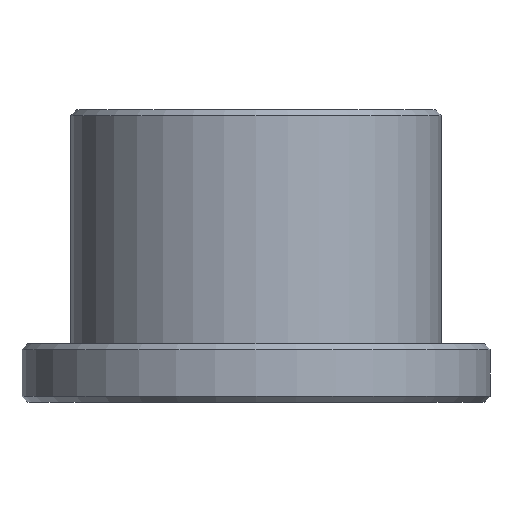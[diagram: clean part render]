
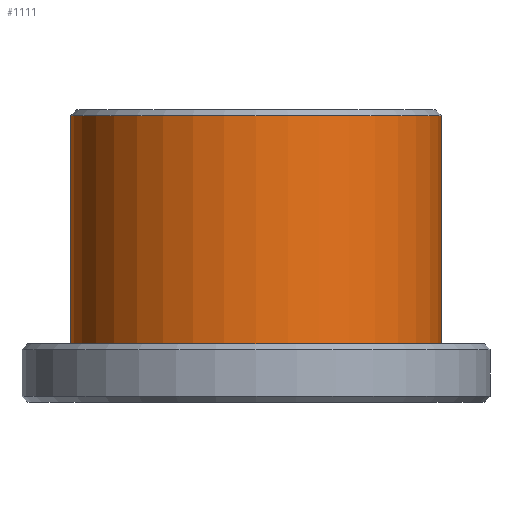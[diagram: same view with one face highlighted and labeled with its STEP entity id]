
A CAD part, front view. The second image highlights one B-rep face of the part: STEP entity #1111.
In plain terms, the highlighted cylindrical face has radius 9.5 mm (diameter 19 mm), a partial arc.
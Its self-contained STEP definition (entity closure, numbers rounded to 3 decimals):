
#64 = CARTESIAN_POINT ( 'NONE',  ( 9.5, 0., 15. ) ) ;
#75 = FACE_OUTER_BOUND ( 'NONE', #924, .T. ) ;
#134 = CARTESIAN_POINT ( 'NONE',  ( -9.5, 0., 14.7 ) ) ;
#163 = VECTOR ( 'NONE', #186, 1000. ) ;
#178 = CARTESIAN_POINT ( 'NONE',  ( 9.5, 0., 14.7 ) ) ;
#186 = DIRECTION ( 'NONE',  ( 0., 0., -1. ) ) ;
#196 = DIRECTION ( 'NONE',  ( 0., 0., -1. ) ) ;
#265 = CIRCLE ( 'NONE', #1407, 9.5 ) ;
#286 = ORIENTED_EDGE ( 'NONE', *, *, #300, .T. ) ;
#300 = EDGE_CURVE ( 'NONE', #986, #328, #979, .T. ) ;
#302 = DIRECTION ( 'NONE',  ( -1., 0., 0. ) ) ;
#328 = VERTEX_POINT ( 'NONE', #134 ) ;
#368 = CARTESIAN_POINT ( 'NONE',  ( -9.5, 0., 15. ) ) ;
#370 = CARTESIAN_POINT ( 'NONE',  ( 9.5, 0., 3. ) ) ;
#373 = CARTESIAN_POINT ( 'NONE',  ( -9.5, 0., 3. ) ) ;
#570 = ORIENTED_EDGE ( 'NONE', *, *, #1397, .F. ) ;
#590 = DIRECTION ( 'NONE',  ( 0., 0., -1. ) ) ;
#663 = ORIENTED_EDGE ( 'NONE', *, *, #1033, .F. ) ;
#670 = DIRECTION ( 'NONE',  ( 1., 0., 0. ) ) ;
#678 = DIRECTION ( 'NONE',  ( 0., 0., -1. ) ) ;
#683 = CARTESIAN_POINT ( 'NONE',  ( 0., 0., 14.7 ) ) ;
#772 = LINE ( 'NONE', #64, #163 ) ;
#774 = VERTEX_POINT ( 'NONE', #370 ) ;
#808 = VERTEX_POINT ( 'NONE', #373 ) ;
#874 = LINE ( 'NONE', #368, #1105 ) ;
#924 = EDGE_LOOP ( 'NONE', ( #663, #286, #954, #570 ) ) ;
#954 = ORIENTED_EDGE ( 'NONE', *, *, #1398, .T. ) ;
#964 = CYLINDRICAL_SURFACE ( 'NONE', #1059, 9.5 ) ;
#979 = CIRCLE ( 'NONE', #1205, 9.5 ) ;
#986 = VERTEX_POINT ( 'NONE', #178 ) ;
#1033 = EDGE_CURVE ( 'NONE', #986, #774, #772, .T. ) ;
#1035 = DIRECTION ( 'NONE',  ( 0., 0., -1. ) ) ;
#1059 = AXIS2_PLACEMENT_3D ( 'NONE', #1069, #196, #302 ) ;
#1069 = CARTESIAN_POINT ( 'NONE',  ( 0., 0., 15. ) ) ;
#1105 = VECTOR ( 'NONE', #1035, 1000. ) ;
#1111 = ADVANCED_FACE ( 'NONE', ( #75 ), #964, .T. ) ;
#1205 = AXIS2_PLACEMENT_3D ( 'NONE', #683, #678, #670 ) ;
#1260 = CARTESIAN_POINT ( 'NONE',  ( 0., 0., 3. ) ) ;
#1372 = DIRECTION ( 'NONE',  ( -1., 0., 0. ) ) ;
#1397 = EDGE_CURVE ( 'NONE', #774, #808, #265, .T. ) ;
#1398 = EDGE_CURVE ( 'NONE', #328, #808, #874, .T. ) ;
#1407 = AXIS2_PLACEMENT_3D ( 'NONE', #1260, #590, #1372 ) ;
